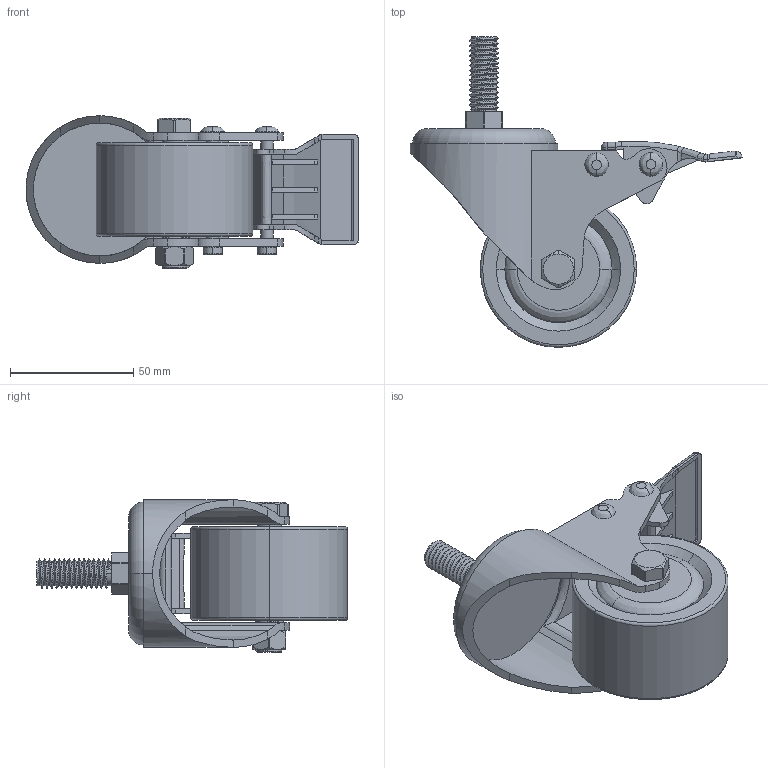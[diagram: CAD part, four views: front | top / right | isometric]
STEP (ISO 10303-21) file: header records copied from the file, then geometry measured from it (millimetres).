
FILE_DESCRIPTION((''),'2;1');
FILE_NAME('2DIAN5CUN-DZX-SC-LG_ASM','2021-03-27T',('Administrator'),(''),'PRO/ENGINEER BY PARAMETRIC TECHNOLOGY CORPORATION, 2013240','PRO/ENGINEER BY PARAMETRIC TECHNOLOGY CORPORATION, 2013240','');
FILE_SCHEMA(('CONFIG_CONTROL_DESIGN'));
Length unit declared in the file: millimetre
Products named in the file (8): 2DIAN5-DIBAN-YUAN; 2DIAN5CUN-ZTBAN-DIZX; LUNZI-63O5X38; LUODING-61; LUOMAO-15; SAHCHE; LUODING-38X17; 2DIAN5CUN-DZX-SC-LG_ASM
Assembly tree (7 placements, depth 2):
  2DIAN5CUN-DZX-SC-LG_ASM
    2DIAN5-DIBAN-YUAN
    2DIAN5CUN-ZTBAN-DIZX
    LUNZI-63O5X38
    LUODING-61
    LUOMAO-15
    SAHCHE
    LUODING-38X17
Bounding box: 134.76 x 126.13 x 62 mm (x, y, z)
Volume: 182264 mm3; surface area: 59119.2 mm2
Topology: 8 solids, 8 shells, 384 faces, 1002 edges, 647 vertices
Faces by surface type: cylinder 158, plane 117, bspline 47, torus 30, extrusion 22, cone 8, sphere 2
Entity records: 19643 total; most frequent: CARTESIAN_POINT 10644, ORIENTED_EDGE 2004, DIRECTION 1588, EDGE_CURVE 1002, VERTEX_POINT 647, AXIS2_PLACEMENT_3D 579, VECTOR 430, EDGE_LOOP 409
